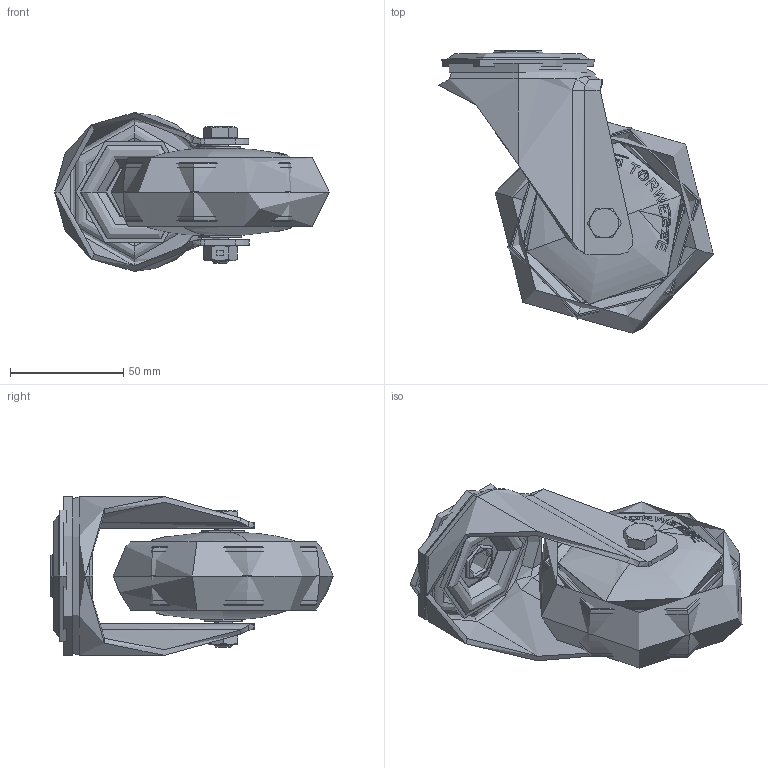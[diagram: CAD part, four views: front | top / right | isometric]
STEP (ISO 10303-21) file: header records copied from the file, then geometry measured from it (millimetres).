
FILE_DESCRIPTION (( 'STEP AP214' ), '1' );
FILE_NAME ('0055744.step', '2023-09-27T07:56:33', ( '' ), ( '' ), 'SwSTEP 2.0', 'SolidWorks 2020', '' );
FILE_SCHEMA (( 'AUTOMOTIVE_DESIGN' ));
Length unit declared in the file: millimetre
Products named in the file (1): 0055744
Bounding box: 121.11 x 124.48 x 70 mm (x, y, z)
Volume: 217339.2 mm3; surface area: 121264 mm2
Topology: 10 solids, 11 shells, 740 faces, 1760 edges, 1089 vertices
Faces by surface type: bspline 314, torus 166, cylinder 89, cone 88, plane 83
Entity records: 44252 total; most frequent: CARTESIAN_POINT 21392, ORIENTED_EDGE 3520, DIRECTION 2161, EDGE_CURVE 1760, VERTEX_POINT 1089, B_SPLINE_CURVE_WITH_KNOTS 978, AXIS2_PLACEMENT_3D 965, EDGE_LOOP 811
